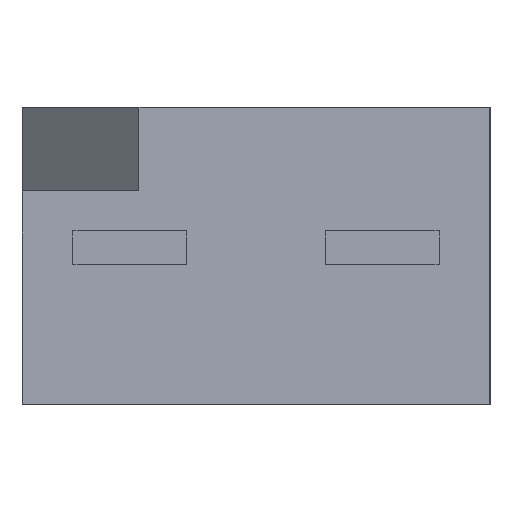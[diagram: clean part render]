
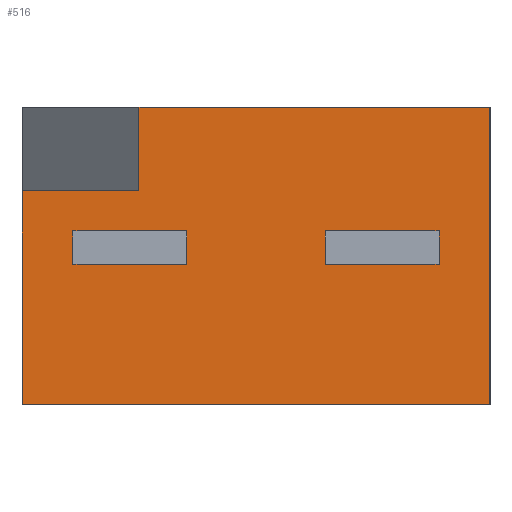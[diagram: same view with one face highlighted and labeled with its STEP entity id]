
A CAD part, left-side view. The second image highlights one B-rep face of the part: STEP entity #516.
In plain terms, the highlighted planar face has unit normal (-1, 0, 0).
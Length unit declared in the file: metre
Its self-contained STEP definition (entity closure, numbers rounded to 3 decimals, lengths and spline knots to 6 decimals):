
#47=ORIENTED_EDGE('',*,*,#171,.F.);
#48=ORIENTED_EDGE('',*,*,#172,.T.);
#49=ORIENTED_EDGE('',*,*,#173,.T.);
#50=ORIENTED_EDGE('',*,*,#174,.F.);
#51=ORIENTED_EDGE('',*,*,#175,.F.);
#52=ORIENTED_EDGE('',*,*,#176,.F.);
#171=EDGE_CURVE('',#235,#236,#285,.T.);
#172=EDGE_CURVE('',#235,#237,#286,.T.);
#173=EDGE_CURVE('',#237,#238,#287,.T.);
#174=EDGE_CURVE('',#239,#238,#288,.T.);
#175=EDGE_CURVE('',#240,#239,#289,.T.);
#176=EDGE_CURVE('',#236,#240,#290,.T.);
#235=VERTEX_POINT('',#820);
#236=VERTEX_POINT('',#821);
#237=VERTEX_POINT('',#823);
#238=VERTEX_POINT('',#825);
#239=VERTEX_POINT('',#827);
#240=VERTEX_POINT('',#829);
#285=LINE('',#819,#351);
#286=LINE('',#822,#352);
#287=LINE('',#824,#353);
#288=LINE('',#826,#354);
#289=LINE('',#828,#355);
#290=LINE('',#830,#356);
#351=VECTOR('',#672,1.);
#352=VECTOR('',#673,1.);
#353=VECTOR('',#674,1.);
#354=VECTOR('',#675,1.);
#355=VECTOR('',#676,1.);
#356=VECTOR('',#677,1.);
#411=EDGE_LOOP('',(#47,#48,#49,#50,#51,#52));
#447=FACE_BOUND('',#411,.T.);
#483=PLANE('',#609);
#516=ADVANCED_FACE('',(#447),#483,.F.);
#609=AXIS2_PLACEMENT_3D('',#818,#670,#671);
#670=DIRECTION('',(1.,0.,0.));
#671=DIRECTION('',(0.,0.,-1.));
#672=DIRECTION('',(0.,-1.,0.));
#673=DIRECTION('',(0.,0.,-1.));
#674=DIRECTION('',(0.,-1.,0.));
#675=DIRECTION('',(0.,0.,-1.));
#676=DIRECTION('',(0.,-1.,0.));
#677=DIRECTION('',(0.,0.,1.));
#818=CARTESIAN_POINT('',(-0.0016,0.,0.00074));
#819=CARTESIAN_POINT('',(-0.0016,0.,0.00024));
#820=CARTESIAN_POINT('',(-0.0016,0.0014,0.00024));
#821=CARTESIAN_POINT('',(-0.0016,0.0007,0.00024));
#822=CARTESIAN_POINT('',(-0.0016,0.0014,0.00074));
#823=CARTESIAN_POINT('',(-0.0016,0.0014,-0.00104));
#824=CARTESIAN_POINT('',(-0.0016,0.,-0.00104));
#825=CARTESIAN_POINT('',(-0.0016,-0.0014,-0.00104));
#826=CARTESIAN_POINT('',(-0.0016,-0.0014,0.00074));
#827=CARTESIAN_POINT('',(-0.0016,-0.0014,0.00074));
#828=CARTESIAN_POINT('',(-0.0016,0.,0.00074));
#829=CARTESIAN_POINT('',(-0.0016,0.0007,0.00074));
#830=CARTESIAN_POINT('',(-0.0016,0.0007,0.00024));
